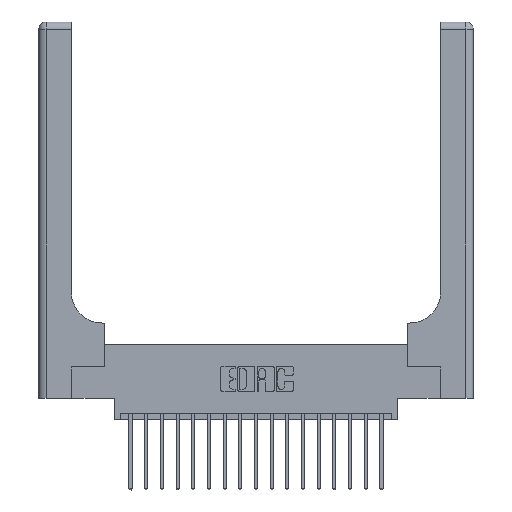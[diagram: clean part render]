
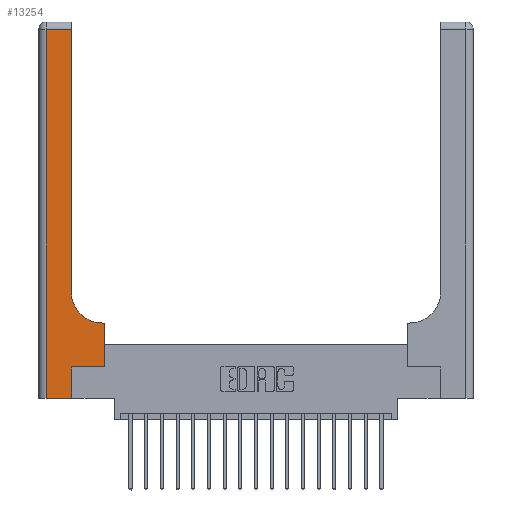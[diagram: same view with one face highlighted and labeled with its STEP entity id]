
A CAD part, top view. The second image highlights one B-rep face of the part: STEP entity #13254.
In plain terms, the highlighted planar face has unit normal (0, 0, 1).
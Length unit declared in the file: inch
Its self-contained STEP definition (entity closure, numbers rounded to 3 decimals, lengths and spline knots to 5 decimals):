
#58 = VERTEX_POINT ( 'NONE', #11935 ) ;
#91 = CARTESIAN_POINT ( 'NONE',  ( 0.265, 0., 0.37 ) ) ;
#134 = VECTOR ( 'NONE', #15629, 39.37008 ) ;
#374 = VERTEX_POINT ( 'NONE', #16629 ) ;
#547 = EDGE_CURVE ( 'NONE', #9175, #4988, #3668, .T. ) ;
#557 = ORIENTED_EDGE ( 'NONE', *, *, #18675, .T. ) ;
#1775 = ORIENTED_EDGE ( 'NONE', *, *, #9795, .T. ) ;
#2224 = DIRECTION ( 'NONE',  ( 0., -1., 0. ) ) ;
#2673 = LINE ( 'NONE', #91, #19408 ) ;
#2750 = CARTESIAN_POINT ( 'NONE',  ( 0.528, 0.25, 0.37 ) ) ;
#3042 = CARTESIAN_POINT ( 'NONE',  ( 0.528, 0.25, 0.37 ) ) ;
#3283 = LINE ( 'NONE', #3042, #15552 ) ;
#3285 = EDGE_CURVE ( 'NONE', #14624, #10433, #7194, .T. ) ;
#3668 = LINE ( 'NONE', #9611, #15478 ) ;
#3770 = CARTESIAN_POINT ( 'NONE',  ( 0.265, 0.25, 0.37 ) ) ;
#4128 = LINE ( 'NONE', #17158, #12306 ) ;
#4988 = VERTEX_POINT ( 'NONE', #18846 ) ;
#5380 = CARTESIAN_POINT ( 'NONE',  ( 0., 3., 0.37 ) ) ;
#6360 = ORIENTED_EDGE ( 'NONE', *, *, #19260, .T. ) ;
#6939 = DIRECTION ( 'NONE',  ( -1., 0., 0. ) ) ;
#7057 = DIRECTION ( 'NONE',  ( 0., 0., -1. ) ) ;
#7116 = EDGE_CURVE ( 'NONE', #374, #8991, #11466, .T. ) ;
#7194 = LINE ( 'NONE', #3770, #18921 ) ;
#7390 = AXIS2_PLACEMENT_3D ( 'NONE', #16271, #7057, #17786 ) ;
#7455 = DIRECTION ( 'NONE',  ( 1., 0., 0. ) ) ;
#7473 = VECTOR ( 'NONE', #7455, 39.37008 ) ;
#7518 = ORIENTED_EDGE ( 'NONE', *, *, #7116, .T. ) ;
#7963 = LINE ( 'NONE', #10482, #7473 ) ;
#7974 = DIRECTION ( 'NONE',  ( -1., 0., 0. ) ) ;
#8262 = EDGE_LOOP ( 'NONE', ( #9851, #6360, #7518, #11633, #8270, #10227, #557, #16752, #1775 ) ) ;
#8270 = ORIENTED_EDGE ( 'NONE', *, *, #15074, .T. ) ;
#8300 = LINE ( 'NONE', #12508, #134 ) ;
#8332 = VECTOR ( 'NONE', #2224, 39.37008 ) ;
#8784 = EDGE_CURVE ( 'NONE', #9198, #58, #8300, .T. ) ;
#8991 = VERTEX_POINT ( 'NONE', #12652 ) ;
#9175 = VERTEX_POINT ( 'NONE', #17941 ) ;
#9198 = VERTEX_POINT ( 'NONE', #11852 ) ;
#9274 = DIRECTION ( 'NONE',  ( 0., 1., 0. ) ) ;
#9611 = CARTESIAN_POINT ( 'NONE',  ( 0.26, 0.6, 0.37 ) ) ;
#9795 = EDGE_CURVE ( 'NONE', #4988, #9198, #11877, .T. ) ;
#9851 = ORIENTED_EDGE ( 'NONE', *, *, #8784, .T. ) ;
#9864 = DIRECTION ( 'NONE',  ( 1., 0., 0. ) ) ;
#10227 = ORIENTED_EDGE ( 'NONE', *, *, #3285, .T. ) ;
#10433 = VERTEX_POINT ( 'NONE', #2750 ) ;
#10482 = CARTESIAN_POINT ( 'NONE',  ( 0., 0., 0.37 ) ) ;
#11466 = LINE ( 'NONE', #12970, #8332 ) ;
#11621 = EDGE_CURVE ( 'NONE', #8991, #12741, #7963, .T. ) ;
#11633 = ORIENTED_EDGE ( 'NONE', *, *, #11621, .T. ) ;
#11852 = CARTESIAN_POINT ( 'NONE',  ( 0.26, 0.85, 0.37 ) ) ;
#11877 = CIRCLE ( 'NONE', #7390, 0.25 ) ;
#11935 = CARTESIAN_POINT ( 'NONE',  ( 0.26, 2.94, 0.37 ) ) ;
#12306 = VECTOR ( 'NONE', #7974, 39.37008 ) ;
#12508 = CARTESIAN_POINT ( 'NONE',  ( 0.26, 3., 0.37 ) ) ;
#12652 = CARTESIAN_POINT ( 'NONE',  ( 0.06, 0., 0.37 ) ) ;
#12741 = VERTEX_POINT ( 'NONE', #14886 ) ;
#12970 = CARTESIAN_POINT ( 'NONE',  ( 0.06, 3., 0.37 ) ) ;
#13069 = FACE_OUTER_BOUND ( 'NONE', #8262, .T. ) ;
#13254 = ADVANCED_FACE ( 'NONE', ( #13069 ), #14585, .F. ) ;
#13785 = DIRECTION ( 'NONE',  ( 0., 1., 0. ) ) ;
#14585 = PLANE ( 'NONE',  #16952 ) ;
#14624 = VERTEX_POINT ( 'NONE', #15767 ) ;
#14886 = CARTESIAN_POINT ( 'NONE',  ( 0.265, 0., 0.37 ) ) ;
#15074 = EDGE_CURVE ( 'NONE', #12741, #14624, #2673, .T. ) ;
#15478 = VECTOR ( 'NONE', #18853, 39.37008 ) ;
#15552 = VECTOR ( 'NONE', #13785, 39.37008 ) ;
#15629 = DIRECTION ( 'NONE',  ( 0., 1., 0. ) ) ;
#15767 = CARTESIAN_POINT ( 'NONE',  ( 0.265, 0.25, 0.37 ) ) ;
#16148 = DIRECTION ( 'NONE',  ( 0., 0., -1. ) ) ;
#16271 = CARTESIAN_POINT ( 'NONE',  ( 0.51, 0.85, 0.37 ) ) ;
#16629 = CARTESIAN_POINT ( 'NONE',  ( 0.06, 2.94, 0.37 ) ) ;
#16752 = ORIENTED_EDGE ( 'NONE', *, *, #547, .T. ) ;
#16952 = AXIS2_PLACEMENT_3D ( 'NONE', #5380, #16148, #6939 ) ;
#17158 = CARTESIAN_POINT ( 'NONE',  ( 0., 2.94, 0.37 ) ) ;
#17786 = DIRECTION ( 'NONE',  ( 1., 0., 0. ) ) ;
#17941 = CARTESIAN_POINT ( 'NONE',  ( 0.528, 0.6, 0.37 ) ) ;
#18675 = EDGE_CURVE ( 'NONE', #10433, #9175, #3283, .T. ) ;
#18846 = CARTESIAN_POINT ( 'NONE',  ( 0.51, 0.6, 0.37 ) ) ;
#18853 = DIRECTION ( 'NONE',  ( -1., 0., 0. ) ) ;
#18921 = VECTOR ( 'NONE', #9864, 39.37008 ) ;
#19260 = EDGE_CURVE ( 'NONE', #58, #374, #4128, .T. ) ;
#19408 = VECTOR ( 'NONE', #9274, 39.37008 ) ;
